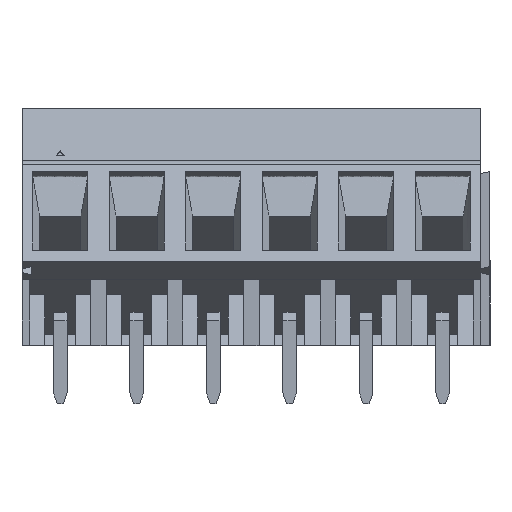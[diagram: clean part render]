
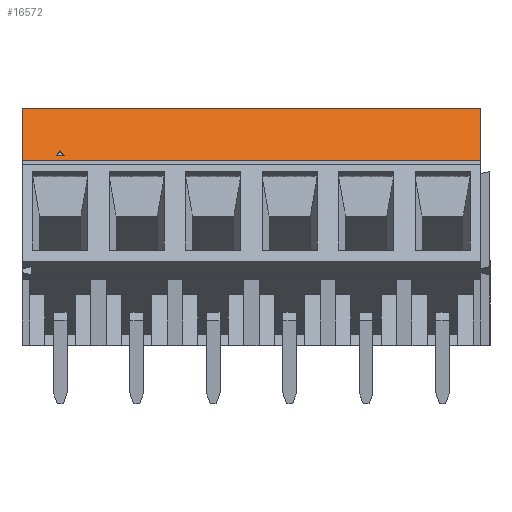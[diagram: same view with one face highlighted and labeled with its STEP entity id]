
A CAD part, top view. The second image highlights one B-rep face of the part: STEP entity #16572.
In plain terms, the highlighted planar face has unit normal (0, 0.73, 0.684).
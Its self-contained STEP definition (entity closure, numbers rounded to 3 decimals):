
#260 = EDGE_CURVE ( 'NONE', #7015, #10070, #30857, .T. ) ;
#682 = CARTESIAN_POINT ( 'NONE',  ( 2.5, 12.747, 7.033 ) ) ;
#1161 = CARTESIAN_POINT ( 'NONE',  ( 2.75, 12.405, 7.398 ) ) ;
#1652 = EDGE_CURVE ( 'NONE', #18280, #10070, #35216, .T. ) ;
#1795 = EDGE_CURVE ( 'NONE', #30258, #35239, #5308, .T. ) ;
#2708 = CARTESIAN_POINT ( 'NONE',  ( 2.25, 12.405, 7.398 ) ) ;
#2744 = VECTOR ( 'NONE', #18882, 1000. ) ;
#3028 = EDGE_CURVE ( 'NONE', #22593, #18280, #30205, .T. ) ;
#3265 = ORIENTED_EDGE ( 'NONE', *, *, #260, .T. ) ;
#3560 = ORIENTED_EDGE ( 'NONE', *, *, #15253, .F. ) ;
#3672 = CARTESIAN_POINT ( 'NONE',  ( 30., 15.5, 4.096 ) ) ;
#4049 = FACE_BOUND ( 'NONE', #27110, .T. ) ;
#4736 = LINE ( 'NONE', #27362, #8957 ) ;
#5302 = DIRECTION ( 'NONE',  ( -0.447, 0.612, -0.653 ) ) ;
#5308 = LINE ( 'NONE', #2708, #9131 ) ;
#5432 = DIRECTION ( 'NONE',  ( -1., 0., 0. ) ) ;
#6842 = CARTESIAN_POINT ( 'NONE',  ( 30., 11.927, 7.909 ) ) ;
#6978 = DIRECTION ( 'NONE',  ( 0., -0.684, 0.73 ) ) ;
#7015 = VERTEX_POINT ( 'NONE', #3672 ) ;
#7445 = ORIENTED_EDGE ( 'NONE', *, *, #3028, .F. ) ;
#8957 = VECTOR ( 'NONE', #27547, 1000. ) ;
#9131 = VECTOR ( 'NONE', #13813, 1000. ) ;
#10070 = VERTEX_POINT ( 'NONE', #10622 ) ;
#10622 = CARTESIAN_POINT ( 'NONE',  ( 0., 15.5, 4.096 ) ) ;
#12199 = LINE ( 'NONE', #12393, #12330 ) ;
#12330 = VECTOR ( 'NONE', #20399, 1000. ) ;
#12344 = DIRECTION ( 'NONE',  ( 0., 0.73, 0.684 ) ) ;
#12393 = CARTESIAN_POINT ( 'NONE',  ( 2.5, 12.747, 7.033 ) ) ;
#12673 = VECTOR ( 'NONE', #35550, 1000. ) ;
#13813 = DIRECTION ( 'NONE',  ( 1., 0., 0. ) ) ;
#14071 = VECTOR ( 'NONE', #5302, 1000. ) ;
#15253 = EDGE_CURVE ( 'NONE', #32270, #30258, #12199, .T. ) ;
#16572 = ADVANCED_FACE ( 'NONE', ( #4049, #32465 ), #32640, .T. ) ;
#16580 = EDGE_CURVE ( 'NONE', #35239, #32270, #24625, .T. ) ;
#18280 = VERTEX_POINT ( 'NONE', #20723 ) ;
#18882 = DIRECTION ( 'NONE',  ( -1., 0., 0. ) ) ;
#19605 = ORIENTED_EDGE ( 'NONE', *, *, #1795, .F. ) ;
#20184 = EDGE_CURVE ( 'NONE', #22593, #7015, #4736, .T. ) ;
#20399 = DIRECTION ( 'NONE',  ( -0.447, -0.612, 0.653 ) ) ;
#20723 = CARTESIAN_POINT ( 'NONE',  ( 0., 11.927, 7.909 ) ) ;
#21685 = CARTESIAN_POINT ( 'NONE',  ( 30., 11.927, 7.909 ) ) ;
#22187 = CARTESIAN_POINT ( 'NONE',  ( 2.25, 12.405, 7.398 ) ) ;
#22593 = VERTEX_POINT ( 'NONE', #6842 ) ;
#24625 = LINE ( 'NONE', #30730, #14071 ) ;
#25351 = AXIS2_PLACEMENT_3D ( 'NONE', #29645, #12344, #6978 ) ;
#25826 = CARTESIAN_POINT ( 'NONE',  ( 30., 15.5, 4.096 ) ) ;
#27110 = EDGE_LOOP ( 'NONE', ( #19605, #3560, #29401 ) ) ;
#27362 = CARTESIAN_POINT ( 'NONE',  ( 30., 15.5, 4.096 ) ) ;
#27399 = CARTESIAN_POINT ( 'NONE',  ( 0., 15.5, 4.096 ) ) ;
#27547 = DIRECTION ( 'NONE',  ( 0., 0.684, -0.73 ) ) ;
#28213 = EDGE_LOOP ( 'NONE', ( #28766, #7445, #34181, #3265 ) ) ;
#28766 = ORIENTED_EDGE ( 'NONE', *, *, #1652, .F. ) ;
#29401 = ORIENTED_EDGE ( 'NONE', *, *, #16580, .F. ) ;
#29645 = CARTESIAN_POINT ( 'NONE',  ( 30., 15.5, 4.096 ) ) ;
#30205 = LINE ( 'NONE', #21685, #2744 ) ;
#30258 = VERTEX_POINT ( 'NONE', #22187 ) ;
#30730 = CARTESIAN_POINT ( 'NONE',  ( 2.75, 12.405, 7.398 ) ) ;
#30857 = LINE ( 'NONE', #25826, #31009 ) ;
#31009 = VECTOR ( 'NONE', #5432, 1000. ) ;
#32270 = VERTEX_POINT ( 'NONE', #682 ) ;
#32465 = FACE_OUTER_BOUND ( 'NONE', #28213, .T. ) ;
#32640 = PLANE ( 'NONE',  #25351 ) ;
#34181 = ORIENTED_EDGE ( 'NONE', *, *, #20184, .T. ) ;
#35216 = LINE ( 'NONE', #27399, #12673 ) ;
#35239 = VERTEX_POINT ( 'NONE', #1161 ) ;
#35550 = DIRECTION ( 'NONE',  ( 0., 0.684, -0.73 ) ) ;
